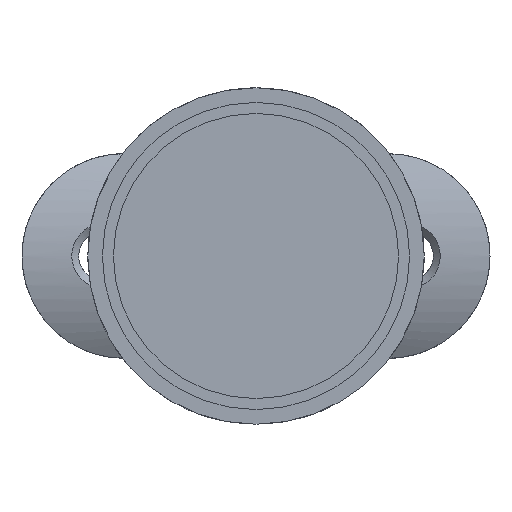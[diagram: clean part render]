
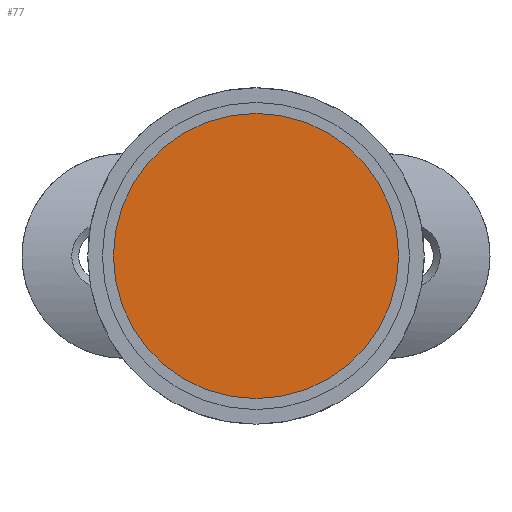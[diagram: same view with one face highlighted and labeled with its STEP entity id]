
A CAD part, left-side view. The second image highlights one B-rep face of the part: STEP entity #77.
In plain terms, the highlighted planar face has unit normal (-1, 0, 0).
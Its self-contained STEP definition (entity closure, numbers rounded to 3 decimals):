
#48=CIRCLE('',#309,19.5);
#56=PLANE('',#310);
#61=FACE_OUTER_BOUND('',#167,.T.);
#77=ADVANCED_FACE('',(#61),#56,.F.);
#167=EDGE_LOOP('',(#221));
#221=ORIENTED_EDGE('',*,*,#277,.F.);
#250=VERTEX_POINT('',#1828);
#277=EDGE_CURVE('',#250,#250,#48,.T.);
#309=AXIS2_PLACEMENT_3D('',#1827,#356,#357);
#310=AXIS2_PLACEMENT_3D('',#1829,#358,#359);
#356=DIRECTION('',(1.,0.,0.));
#357=DIRECTION('',(0.,0.,-1.));
#358=DIRECTION('',(1.,0.,0.));
#359=DIRECTION('',(0.,0.,-1.));
#1827=CARTESIAN_POINT('',(10.,0.,0.));
#1828=CARTESIAN_POINT('',(10.,0.,-19.5));
#1829=CARTESIAN_POINT('',(10.,0.,0.));
